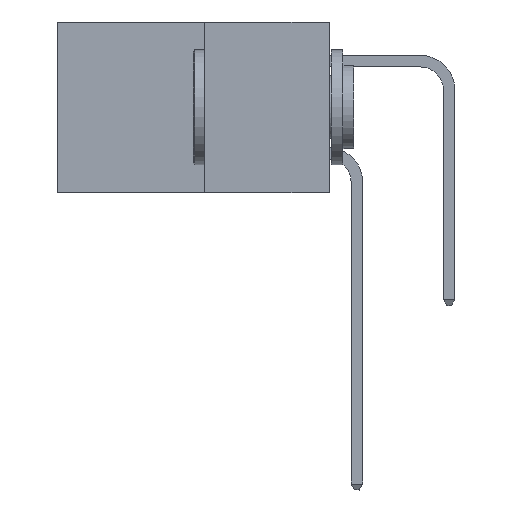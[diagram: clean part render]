
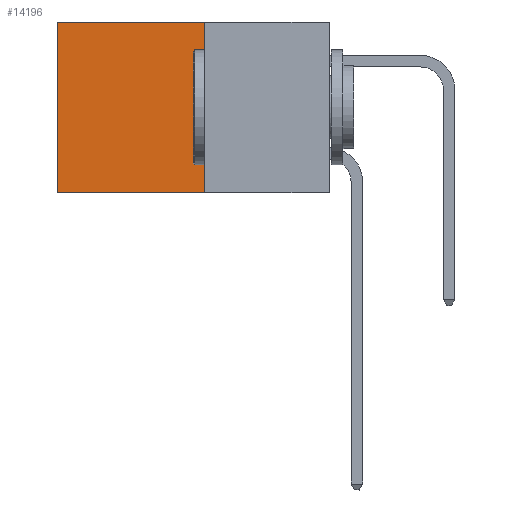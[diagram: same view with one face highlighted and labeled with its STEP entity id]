
A CAD part, left-side view. The second image highlights one B-rep face of the part: STEP entity #14196.
In plain terms, the highlighted planar face has unit normal (-1, 0, 0).
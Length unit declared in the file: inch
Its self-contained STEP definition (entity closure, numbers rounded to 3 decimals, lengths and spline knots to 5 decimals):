
#368 = ORIENTED_EDGE ( 'NONE', *, *, #14232, .T. ) ;
#606 = EDGE_CURVE ( 'NONE', #12074, #5387, #12106, .T. ) ;
#793 = EDGE_CURVE ( 'NONE', #5387, #934, #7622, .T. ) ;
#934 = VERTEX_POINT ( 'NONE', #4923 ) ;
#1485 = DIRECTION ( 'NONE',  ( 0., 1., 0. ) ) ;
#2633 = CARTESIAN_POINT ( 'NONE',  ( 0.277, 0.27, -0.37 ) ) ;
#3116 = AXIS2_PLACEMENT_3D ( 'NONE', #13569, #14699, #7591 ) ;
#3324 = ORIENTED_EDGE ( 'NONE', *, *, #793, .F. ) ;
#4580 = CARTESIAN_POINT ( 'NONE',  ( 0.277, 0.27, 0. ) ) ;
#4923 = CARTESIAN_POINT ( 'NONE',  ( 0.277, 0.59, -0.37 ) ) ;
#4961 = EDGE_CURVE ( 'NONE', #5103, #934, #8090, .T. ) ;
#5103 = VERTEX_POINT ( 'NONE', #13482 ) ;
#5221 = PLANE ( 'NONE',  #3116 ) ;
#5311 = VECTOR ( 'NONE', #10838, 39.37008 ) ;
#5320 = DIRECTION ( 'NONE',  ( 0., 1., 0. ) ) ;
#5355 = CARTESIAN_POINT ( 'NONE',  ( 0.277, 0.27, -0.37 ) ) ;
#5387 = VERTEX_POINT ( 'NONE', #11547 ) ;
#6457 = CARTESIAN_POINT ( 'NONE',  ( 0.277, 0.27, 0. ) ) ;
#7591 = DIRECTION ( 'NONE',  ( 0., 0., -1. ) ) ;
#7622 = LINE ( 'NONE', #2633, #13631 ) ;
#8090 = LINE ( 'NONE', #9671, #5311 ) ;
#9671 = CARTESIAN_POINT ( 'NONE',  ( 0.277, 0.59, -0.37 ) ) ;
#10838 = DIRECTION ( 'NONE',  ( 0., 0., -1. ) ) ;
#11157 = VECTOR ( 'NONE', #5320, 39.37008 ) ;
#11547 = CARTESIAN_POINT ( 'NONE',  ( 0.277, 0.27, -0.37 ) ) ;
#12074 = VERTEX_POINT ( 'NONE', #4580 ) ;
#12106 = LINE ( 'NONE', #5355, #15223 ) ;
#12387 = ORIENTED_EDGE ( 'NONE', *, *, #4961, .T. ) ;
#12755 = DIRECTION ( 'NONE',  ( 0., 0., -1. ) ) ;
#12784 = ORIENTED_EDGE ( 'NONE', *, *, #606, .F. ) ;
#13294 = EDGE_LOOP ( 'NONE', ( #12387, #3324, #12784, #368 ) ) ;
#13482 = CARTESIAN_POINT ( 'NONE',  ( 0.277, 0.59, 0. ) ) ;
#13569 = CARTESIAN_POINT ( 'NONE',  ( 0.277, 0.27, -0.37 ) ) ;
#13631 = VECTOR ( 'NONE', #1485, 39.37008 ) ;
#14196 = ADVANCED_FACE ( 'NONE', ( #15380 ), #5221, .F. ) ;
#14232 = EDGE_CURVE ( 'NONE', #12074, #5103, #14339, .T. ) ;
#14339 = LINE ( 'NONE', #6457, #11157 ) ;
#14699 = DIRECTION ( 'NONE',  ( 1., 0., 0. ) ) ;
#15223 = VECTOR ( 'NONE', #12755, 39.37008 ) ;
#15380 = FACE_OUTER_BOUND ( 'NONE', #13294, .T. ) ;
